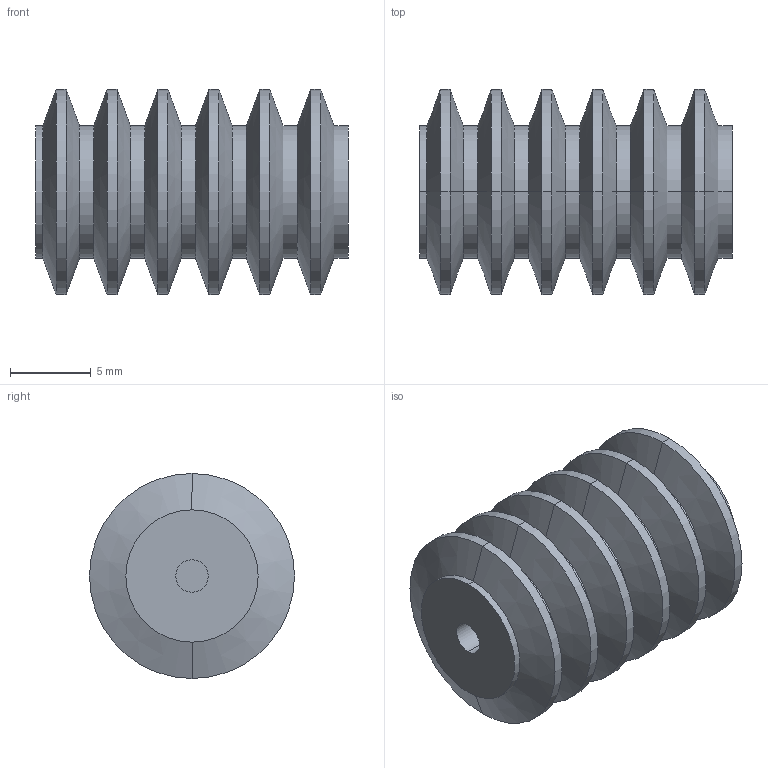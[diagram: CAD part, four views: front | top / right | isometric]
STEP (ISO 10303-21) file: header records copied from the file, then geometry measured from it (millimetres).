
FILE_DESCRIPTION (( 'STEP AP214' ), '1' );
FILE_NAME ('Rack.STEP', '2025-04-05T19:59:16', ( '' ), ( '' ), 'SwSTEP 2.0', 'SolidWorks 2020', '' );
FILE_SCHEMA (( 'AUTOMOTIVE_DESIGN' ));
Length unit declared in the file: millimetre
Products named in the file (1): Rack
Bounding box: 19.29 x 12.66 x 12.66 mm (x, y, z)
Volume: 1571.5 mm3; surface area: 1436.5 mm2
Topology: 1 solids, 1 shells, 58 faces, 114 edges, 60 vertices
Faces by surface type: cylinder 30, cone 24, plane 4
Entity records: 1488 total; most frequent: DIRECTION 292, CARTESIAN_POINT 233, ORIENTED_EDGE 228, AXIS2_PLACEMENT_3D 119, EDGE_CURVE 114, VERTEX_POINT 60, CIRCLE 60, EDGE_LOOP 60
